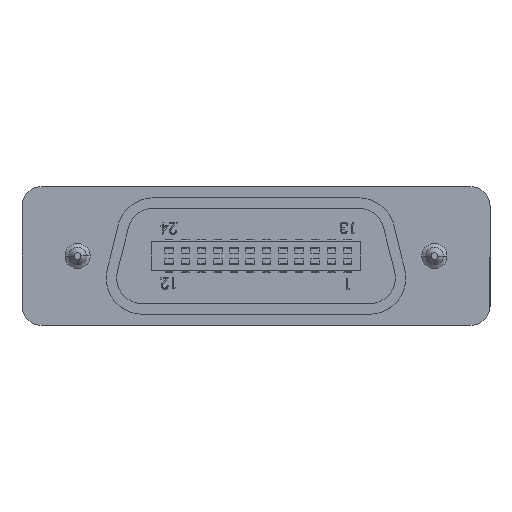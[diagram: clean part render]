
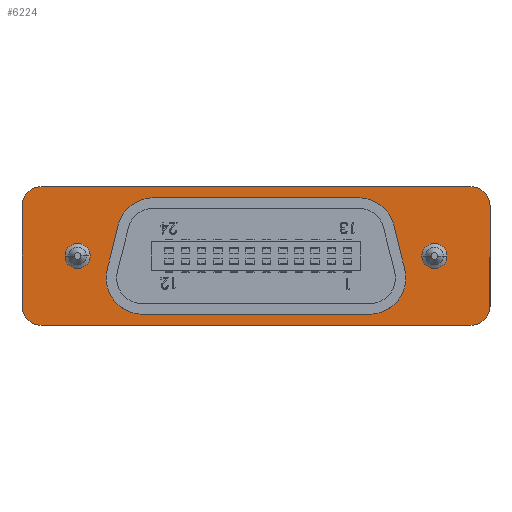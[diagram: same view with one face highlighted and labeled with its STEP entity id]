
A CAD part, front view. The second image highlights one B-rep face of the part: STEP entity #6224.
In plain terms, the highlighted planar face has unit normal (0, -1, 0).
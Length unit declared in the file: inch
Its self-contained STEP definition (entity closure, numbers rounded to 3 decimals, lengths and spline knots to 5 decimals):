
#5627 = EDGE_CURVE ( 'NONE', #5628, #5629, #24618, .T. ) ;
#5628 = VERTEX_POINT ( 'NONE', #24613 ) ;
#5629 = VERTEX_POINT ( 'NONE', #24612 ) ;
#5643 = EDGE_CURVE ( 'NONE', #5644, #5645, #24588, .T. ) ;
#5644 = VERTEX_POINT ( 'NONE', #24649 ) ;
#5645 = VERTEX_POINT ( 'NONE', #24648 ) ;
#5802 = EDGE_CURVE ( 'NONE', #5826, #5803, #24928, .T. ) ;
#5803 = VERTEX_POINT ( 'NONE', #24924 ) ;
#5826 = VERTEX_POINT ( 'NONE', #24950 ) ;
#6224 = ADVANCED_FACE ( 'NONE', ( #25605, #25604, #25603 ), #25602, .T. ) ;
#6225 = EDGE_LOOP ( 'NONE', ( #6226, #6287 ) ) ;
#6226 = ORIENTED_EDGE ( 'NONE', *, *, #6286, .T. ) ;
#6274 = EDGE_CURVE ( 'NONE', #6301, #6299, #25645, .T. ) ;
#6275 = ORIENTED_EDGE ( 'NONE', *, *, #6276, .F. ) ;
#6276 = EDGE_CURVE ( 'NONE', #6277, #6301, #25639, .T. ) ;
#6277 = VERTEX_POINT ( 'NONE', #25695 ) ;
#6278 = ORIENTED_EDGE ( 'NONE', *, *, #6279, .F. ) ;
#6279 = EDGE_CURVE ( 'NONE', #5803, #6277, #25694, .T. ) ;
#6280 = ORIENTED_EDGE ( 'NONE', *, *, #5802, .F. ) ;
#6281 = ORIENTED_EDGE ( 'NONE', *, *, #6282, .F. ) ;
#6282 = EDGE_CURVE ( 'NONE', #6283, #5826, #25689, .T. ) ;
#6283 = VERTEX_POINT ( 'NONE', #25684 ) ;
#6284 = ORIENTED_EDGE ( 'NONE', *, *, #6285, .F. ) ;
#6285 = EDGE_CURVE ( 'NONE', #6296, #6283, #25683, .T. ) ;
#6286 = EDGE_CURVE ( 'NONE', #5645, #5644, #25679, .T. ) ;
#6287 = ORIENTED_EDGE ( 'NONE', *, *, #5643, .T. ) ;
#6288 = EDGE_LOOP ( 'NONE', ( #6289, #6291 ) ) ;
#6289 = ORIENTED_EDGE ( 'NONE', *, *, #6290, .T. ) ;
#6290 = EDGE_CURVE ( 'NONE', #5629, #5628, #25674, .T. ) ;
#6291 = ORIENTED_EDGE ( 'NONE', *, *, #5627, .T. ) ;
#6292 = EDGE_LOOP ( 'NONE', ( #6293, #6297, #6300, #6275, #6278, #6280, #6281, #6284 ) ) ;
#6293 = ORIENTED_EDGE ( 'NONE', *, *, #6294, .F. ) ;
#6294 = EDGE_CURVE ( 'NONE', #6295, #6296, #25731, .T. ) ;
#6295 = VERTEX_POINT ( 'NONE', #25726 ) ;
#6296 = VERTEX_POINT ( 'NONE', #25725 ) ;
#6297 = ORIENTED_EDGE ( 'NONE', *, *, #6298, .F. ) ;
#6298 = EDGE_CURVE ( 'NONE', #6299, #6295, #25724, .T. ) ;
#6299 = VERTEX_POINT ( 'NONE', #25720 ) ;
#6300 = ORIENTED_EDGE ( 'NONE', *, *, #6274, .F. ) ;
#6301 = VERTEX_POINT ( 'NONE', #25719 ) ;
#24588 = CIRCLE ( 'NONE', #24653, 0.06 ) ;
#24612 = CARTESIAN_POINT ( 'NONE',  ( -0.934, -0.4025, 0.06 ) ) ;
#24613 = CARTESIAN_POINT ( 'NONE',  ( -0.934, -0.4025, -0.06 ) ) ;
#24614 = DIRECTION ( 'NONE',  ( 0., 0., 1. ) ) ;
#24615 = DIRECTION ( 'NONE',  ( 0., 1., 0. ) ) ;
#24616 = CARTESIAN_POINT ( 'NONE',  ( -0.934, -0.4025, 0. ) ) ;
#24617 = AXIS2_PLACEMENT_3D ( 'NONE', #24616, #24615, #24614 ) ;
#24618 = CIRCLE ( 'NONE', #24617, 0.06 ) ;
#24648 = CARTESIAN_POINT ( 'NONE',  ( 0.934, -0.4025, 0.06 ) ) ;
#24649 = CARTESIAN_POINT ( 'NONE',  ( 0.934, -0.4025, -0.06 ) ) ;
#24650 = DIRECTION ( 'NONE',  ( 0., 0., 1. ) ) ;
#24651 = DIRECTION ( 'NONE',  ( 0., 1., 0. ) ) ;
#24652 = CARTESIAN_POINT ( 'NONE',  ( 0.934, -0.4025, 0. ) ) ;
#24653 = AXIS2_PLACEMENT_3D ( 'NONE', #24652, #24651, #24650 ) ;
#24924 = CARTESIAN_POINT ( 'NONE',  ( -1.125, -0.4025, -0.3625 ) ) ;
#24925 = DIRECTION ( 'NONE',  ( -1., 0., 0. ) ) ;
#24926 = VECTOR ( 'NONE', #24925, 39.37008 ) ;
#24927 = CARTESIAN_POINT ( 'NONE',  ( -1.125, -0.4025, -0.3625 ) ) ;
#24928 = LINE ( 'NONE', #24927, #24926 ) ;
#24950 = CARTESIAN_POINT ( 'NONE',  ( 1.125, -0.4025, -0.3625 ) ) ;
#25130 = CARTESIAN_POINT ( 'NONE',  ( -1.225, -0.4025, 0.2625 ) ) ;
#25598 = DIRECTION ( 'NONE',  ( 0., 0., -1. ) ) ;
#25599 = DIRECTION ( 'NONE',  ( 0., -1., 0. ) ) ;
#25600 = CARTESIAN_POINT ( 'NONE',  ( 1.125, -0.4025, 0.2625 ) ) ;
#25601 = AXIS2_PLACEMENT_3D ( 'NONE', #25600, #25599, #25598 ) ;
#25602 = PLANE ( 'NONE',  #25601 ) ;
#25603 = FACE_OUTER_BOUND ( 'NONE', #6292, .T. ) ;
#25604 = FACE_BOUND ( 'NONE', #6288, .T. ) ;
#25605 = FACE_BOUND ( 'NONE', #6225, .T. ) ;
#25639 = LINE ( 'NONE', #25130, #25697 ) ;
#25641 = DIRECTION ( 'NONE',  ( 0., 0., 1. ) ) ;
#25642 = DIRECTION ( 'NONE',  ( 0., 1., 0. ) ) ;
#25643 = CARTESIAN_POINT ( 'NONE',  ( -1.125, -0.4025, 0.2625 ) ) ;
#25644 = AXIS2_PLACEMENT_3D ( 'NONE', #25643, #25642, #25641 ) ;
#25645 = CIRCLE ( 'NONE', #25644, 0.1 ) ;
#25670 = DIRECTION ( 'NONE',  ( 0., 0., 1. ) ) ;
#25671 = DIRECTION ( 'NONE',  ( 0., 1., 0. ) ) ;
#25672 = CARTESIAN_POINT ( 'NONE',  ( -0.934, -0.4025, 0. ) ) ;
#25673 = AXIS2_PLACEMENT_3D ( 'NONE', #25672, #25671, #25670 ) ;
#25674 = CIRCLE ( 'NONE', #25673, 0.06 ) ;
#25675 = DIRECTION ( 'NONE',  ( 0., 0., 1. ) ) ;
#25676 = DIRECTION ( 'NONE',  ( 0., 1., 0. ) ) ;
#25677 = CARTESIAN_POINT ( 'NONE',  ( 0.934, -0.4025, 0. ) ) ;
#25678 = AXIS2_PLACEMENT_3D ( 'NONE', #25677, #25676, #25675 ) ;
#25679 = CIRCLE ( 'NONE', #25678, 0.06 ) ;
#25680 = DIRECTION ( 'NONE',  ( 0., 0., -1. ) ) ;
#25681 = VECTOR ( 'NONE', #25680, 39.37008 ) ;
#25682 = CARTESIAN_POINT ( 'NONE',  ( 1.225, -0.4025, 0.2625 ) ) ;
#25683 = LINE ( 'NONE', #25682, #25681 ) ;
#25684 = CARTESIAN_POINT ( 'NONE',  ( 1.225, -0.4025, -0.2625 ) ) ;
#25685 = DIRECTION ( 'NONE',  ( 0., 0., 1. ) ) ;
#25686 = DIRECTION ( 'NONE',  ( 0., 1., 0. ) ) ;
#25687 = CARTESIAN_POINT ( 'NONE',  ( 1.125, -0.4025, -0.2625 ) ) ;
#25688 = AXIS2_PLACEMENT_3D ( 'NONE', #25687, #25686, #25685 ) ;
#25689 = CIRCLE ( 'NONE', #25688, 0.1 ) ;
#25690 = DIRECTION ( 'NONE',  ( 0., 0., 1. ) ) ;
#25691 = DIRECTION ( 'NONE',  ( 0., 1., 0. ) ) ;
#25692 = CARTESIAN_POINT ( 'NONE',  ( -1.125, -0.4025, -0.2625 ) ) ;
#25693 = AXIS2_PLACEMENT_3D ( 'NONE', #25692, #25691, #25690 ) ;
#25694 = CIRCLE ( 'NONE', #25693, 0.1 ) ;
#25695 = CARTESIAN_POINT ( 'NONE',  ( -1.225, -0.4025, -0.2625 ) ) ;
#25696 = DIRECTION ( 'NONE',  ( 0., 0., 1. ) ) ;
#25697 = VECTOR ( 'NONE', #25696, 39.37008 ) ;
#25719 = CARTESIAN_POINT ( 'NONE',  ( -1.225, -0.4025, 0.2625 ) ) ;
#25720 = CARTESIAN_POINT ( 'NONE',  ( -1.125, -0.4025, 0.3625 ) ) ;
#25721 = DIRECTION ( 'NONE',  ( 1., 0., 0. ) ) ;
#25722 = VECTOR ( 'NONE', #25721, 39.37008 ) ;
#25723 = CARTESIAN_POINT ( 'NONE',  ( -1.125, -0.4025, 0.3625 ) ) ;
#25724 = LINE ( 'NONE', #25723, #25722 ) ;
#25725 = CARTESIAN_POINT ( 'NONE',  ( 1.225, -0.4025, 0.2625 ) ) ;
#25726 = CARTESIAN_POINT ( 'NONE',  ( 1.125, -0.4025, 0.3625 ) ) ;
#25727 = DIRECTION ( 'NONE',  ( 0., 0., -1. ) ) ;
#25728 = DIRECTION ( 'NONE',  ( 0., 1., 0. ) ) ;
#25729 = CARTESIAN_POINT ( 'NONE',  ( 1.125, -0.4025, 0.2625 ) ) ;
#25730 = AXIS2_PLACEMENT_3D ( 'NONE', #25729, #25728, #25727 ) ;
#25731 = CIRCLE ( 'NONE', #25730, 0.1 ) ;
